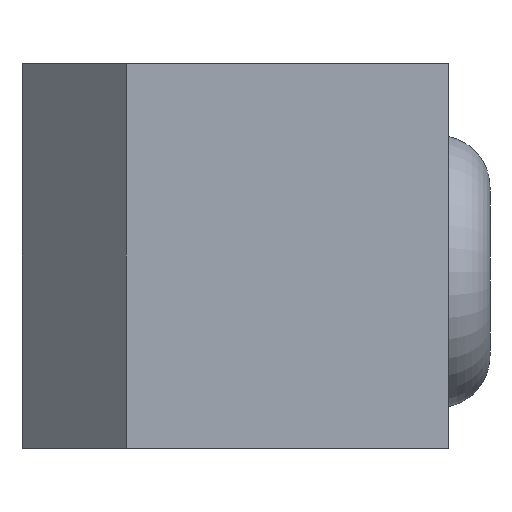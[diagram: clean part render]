
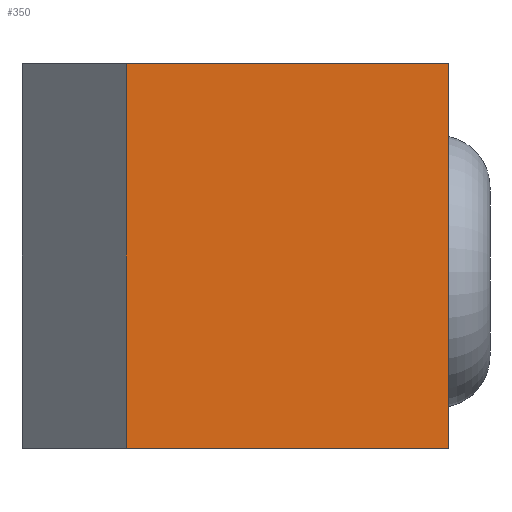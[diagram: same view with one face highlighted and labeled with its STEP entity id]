
A CAD part, left-side view. The second image highlights one B-rep face of the part: STEP entity #350.
In plain terms, the highlighted planar face has unit normal (-1, 0, 0).
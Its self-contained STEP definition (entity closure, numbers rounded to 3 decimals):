
#5 = VERTEX_POINT ( 'NONE', #448 ) ;
#8 = VERTEX_POINT ( 'NONE', #422 ) ;
#17 = DIRECTION ( 'NONE',  ( 0., -1., 0. ) ) ;
#25 = EDGE_CURVE ( 'NONE', #93, #8, #417, .T. ) ;
#32 = ORIENTED_EDGE ( 'NONE', *, *, #25, .F. ) ;
#75 = EDGE_LOOP ( 'NONE', ( #168, #252, #443, #32 ) ) ;
#84 = VECTOR ( 'NONE', #137, 1000. ) ;
#93 = VERTEX_POINT ( 'NONE', #245 ) ;
#116 = VECTOR ( 'NONE', #17, 1000. ) ;
#137 = DIRECTION ( 'NONE',  ( 0., 0., -1. ) ) ;
#146 = CARTESIAN_POINT ( 'NONE',  ( -12., 9.11, 3.7 ) ) ;
#157 = CARTESIAN_POINT ( 'NONE',  ( -12., 13.21, 3.7 ) ) ;
#163 = VERTEX_POINT ( 'NONE', #182 ) ;
#168 = ORIENTED_EDGE ( 'NONE', *, *, #284, .F. ) ;
#182 = CARTESIAN_POINT ( 'NONE',  ( -12., 12.21, 3.7 ) ) ;
#205 = AXIS2_PLACEMENT_3D ( 'NONE', #387, #278, #357 ) ;
#220 = EDGE_CURVE ( 'NONE', #5, #163, #295, .T. ) ;
#244 = PLANE ( 'NONE',  #205 ) ;
#245 = CARTESIAN_POINT ( 'NONE',  ( -12., 9.11, 3.7 ) ) ;
#252 = ORIENTED_EDGE ( 'NONE', *, *, #220, .F. ) ;
#278 = DIRECTION ( 'NONE',  ( 1., 0., 0. ) ) ;
#284 = EDGE_CURVE ( 'NONE', #163, #93, #365, .T. ) ;
#295 = LINE ( 'NONE', #424, #431 ) ;
#314 = EDGE_CURVE ( 'NONE', #5, #8, #421, .T. ) ;
#350 = ADVANCED_FACE ( 'NONE', ( #392 ), #244, .F. ) ;
#357 = DIRECTION ( 'NONE',  ( 0., 0., -1. ) ) ;
#365 = LINE ( 'NONE', #157, #116 ) ;
#387 = CARTESIAN_POINT ( 'NONE',  ( -12., 13.21, 3.7 ) ) ;
#389 = DIRECTION ( 'NONE',  ( 0., -1., 0. ) ) ;
#390 = VECTOR ( 'NONE', #389, 1000. ) ;
#392 = FACE_OUTER_BOUND ( 'NONE', #75, .T. ) ;
#416 = CARTESIAN_POINT ( 'NONE',  ( -12., 13.21, 0. ) ) ;
#417 = LINE ( 'NONE', #146, #84 ) ;
#421 = LINE ( 'NONE', #416, #390 ) ;
#422 = CARTESIAN_POINT ( 'NONE',  ( -12., 9.11, 0. ) ) ;
#424 = CARTESIAN_POINT ( 'NONE',  ( -12., 12.21, 0. ) ) ;
#431 = VECTOR ( 'NONE', #433, 1000. ) ;
#433 = DIRECTION ( 'NONE',  ( 0., 0., 1. ) ) ;
#443 = ORIENTED_EDGE ( 'NONE', *, *, #314, .T. ) ;
#448 = CARTESIAN_POINT ( 'NONE',  ( -12., 12.21, 0. ) ) ;
